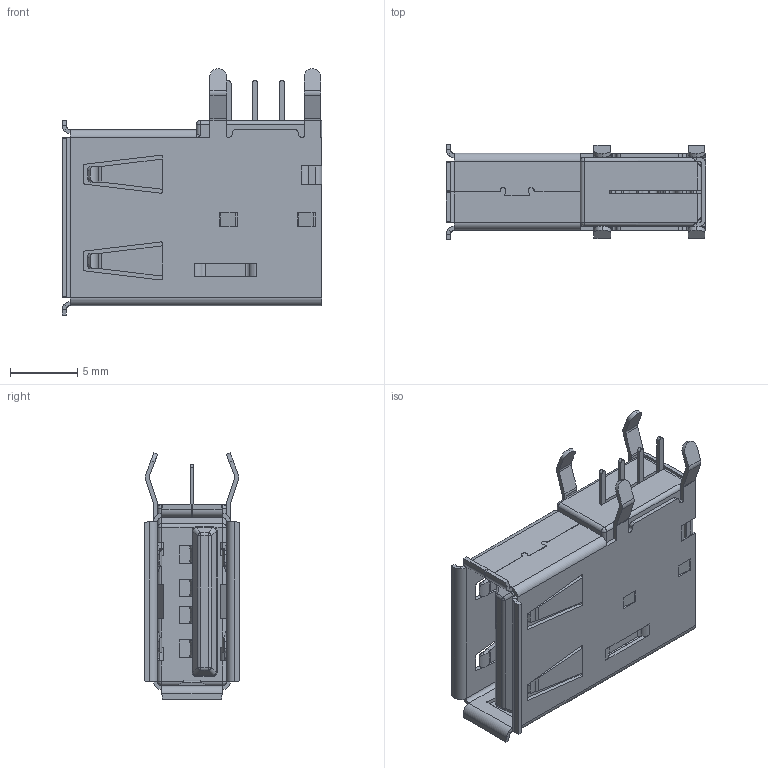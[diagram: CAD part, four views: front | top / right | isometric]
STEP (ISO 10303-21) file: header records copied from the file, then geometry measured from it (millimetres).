
FILE_DESCRIPTION(/* description */ ('Unknown'),/* implementation_level */ '2;1');
FILE_NAME(/* name */ '614004134726',/* time_stamp */ '2016-01-15T09:36:08+01:00',/* author */ ('Unknown'),/* organization */ ('Unknown'),/* preprocessor_version */ 'ST-DEVELOPER v16',/* originating_system */ 'DEX',/* authorisation */ $);
FILE_SCHEMA (('AUTOMOTIVE_DESIGN {1 0 10303 214 3 1 1}'));
Length unit declared in the file: millimetre
Products named in the file (8): 614004134726; Blech; Blech_Deckel; Pin_4; Gehäuse_Pin; Pin_3; Pin_2; Pin_1
Assembly tree (7 placements, depth 2):
  614004134726
    Blech
    Blech_Deckel
    Pin_4
    Gehäuse_Pin
    Pin_3
    Pin_2
    Pin_1
Bounding box: 19.3 x 7.1 x 18.3 mm (x, y, z)
Volume: 649.9 mm3; surface area: 2754.5 mm2
Topology: 7 solids, 7 shells, 891 faces, 2355 edges, 1462 vertices
Faces by surface type: plane 484, cylinder 293, bspline 100, sphere 14
Entity records: 30553 total; most frequent: CARTESIAN_POINT 7212, ORIENTED_EDGE 4694, DIRECTION 4323, EDGE_CURVE 2347, LINE 1593, VECTOR 1593, VERTEX_POINT 1462, AXIS2_PLACEMENT_3D 1365
